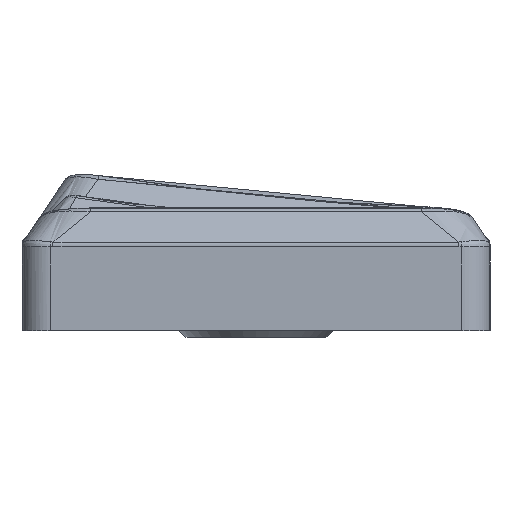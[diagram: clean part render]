
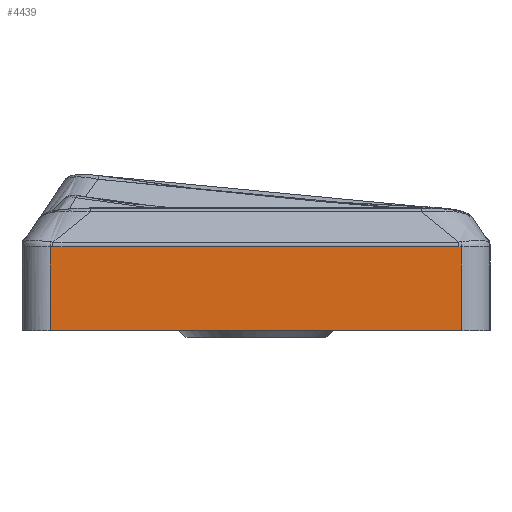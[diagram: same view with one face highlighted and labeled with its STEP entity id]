
A CAD part, left-side view. The second image highlights one B-rep face of the part: STEP entity #4439.
In plain terms, the highlighted planar face has unit normal (-1, 0, 0).
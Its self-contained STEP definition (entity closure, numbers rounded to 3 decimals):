
#112=B_SPLINE_CURVE_WITH_KNOTS('',3,(#8738,#8739,#8740,#8741),
 .UNSPECIFIED.,.F.,.F.,(4,4),(-0.009,0.),.UNSPECIFIED.);
#414=ELLIPSE('',#4720,1.034,0.617);
#573=PLANE('',#4749);
#807=FACE_OUTER_BOUND('',#1091,.T.);
#1091=EDGE_LOOP('',(#3885,#3886,#3887,#3888,#3889,#3890));
#1380=LINE('',#8364,#1704);
#1384=LINE('',#8718,#1708);
#1393=LINE('',#9086,#1717);
#1404=LINE('',#9362,#1728);
#1704=VECTOR('',#5432,10.);
#1708=VECTOR('',#5458,10.);
#1717=VECTOR('',#5501,10.);
#1728=VECTOR('',#5544,10.);
#2090=VERTEX_POINT('',#8361);
#2091=VERTEX_POINT('',#8363);
#2110=VERTEX_POINT('',#8675);
#2112=VERTEX_POINT('',#8715);
#2113=VERTEX_POINT('',#8717);
#2115=VERTEX_POINT('',#8774);
#2645=EDGE_CURVE('',#2091,#2090,#1380,.F.);
#2673=EDGE_CURVE('',#2112,#2113,#1384,.T.);
#2676=EDGE_CURVE('',#2113,#2110,#112,.T.);
#2682=EDGE_CURVE('',#2115,#2112,#414,.T.);
#2714=EDGE_CURVE('',#2091,#2115,#1393,.T.);
#2742=EDGE_CURVE('',#2110,#2090,#1404,.T.);
#3885=ORIENTED_EDGE('',*,*,#2682,.F.);
#3886=ORIENTED_EDGE('',*,*,#2714,.F.);
#3887=ORIENTED_EDGE('',*,*,#2645,.T.);
#3888=ORIENTED_EDGE('',*,*,#2742,.F.);
#3889=ORIENTED_EDGE('',*,*,#2676,.F.);
#3890=ORIENTED_EDGE('',*,*,#2673,.F.);
#4439=ADVANCED_FACE('',(#807),#573,.F.);
#4720=AXIS2_PLACEMENT_3D('',#8816,#5466,#5467);
#4749=AXIS2_PLACEMENT_3D('',#9361,#5542,#5543);
#5432=DIRECTION('',(0.,1.,0.));
#5458=DIRECTION('',(0.,-1.,0.));
#5466=DIRECTION('center_axis',(1.,0.,0.));
#5467=DIRECTION('ref_axis',(0.,0.893,-0.45));
#5501=DIRECTION('',(0.,0.,1.));
#5542=DIRECTION('center_axis',(1.,0.,0.));
#5543=DIRECTION('ref_axis',(0.,0.,-1.));
#5544=DIRECTION('',(0.,0.,-1.));
#8361=CARTESIAN_POINT('',(-26.753,-79.546,-1.647));
#8363=CARTESIAN_POINT('',(-26.753,-65.046,-1.647));
#8364=CARTESIAN_POINT('',(-26.753,-76.046,-1.647));
#8675=CARTESIAN_POINT('',(-26.753,-79.546,1.305));
#8715=CARTESIAN_POINT('',(-26.753,-65.138,1.309));
#8717=CARTESIAN_POINT('',(-26.753,-79.454,1.309));
#8718=CARTESIAN_POINT('',(-26.753,-75.429,1.309));
#8738=CARTESIAN_POINT('Ctrl Pts',(-26.753,-79.454,1.309));
#8739=CARTESIAN_POINT('Ctrl Pts',(-26.753,-79.485,1.309));
#8740=CARTESIAN_POINT('Ctrl Pts',(-26.753,-79.515,1.308));
#8741=CARTESIAN_POINT('Ctrl Pts',(-26.753,-79.546,1.305));
#8774=CARTESIAN_POINT('',(-26.753,-65.046,1.305));
#8816=CARTESIAN_POINT('Origin',(-26.753,-64.755,0.588));
#9086=CARTESIAN_POINT('',(-26.753,-65.046,1.402));
#9361=CARTESIAN_POINT('Origin',(-26.753,-72.296,1.402));
#9362=CARTESIAN_POINT('',(-26.753,-79.546,1.402));
